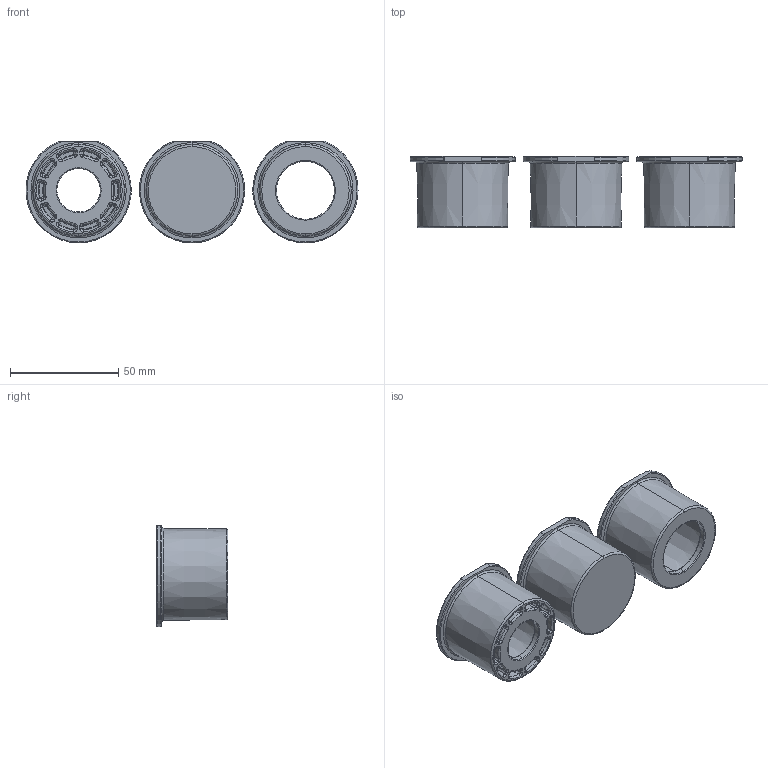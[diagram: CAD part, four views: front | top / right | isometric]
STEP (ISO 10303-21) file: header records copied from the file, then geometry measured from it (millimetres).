
FILE_DESCRIPTION (( 'STEP AP214' ), '1' );
FILE_NAME ('BAB2230-M01-MARKETING POWER REDUCER AND PLUGS.STEP', '2018-10-05T01:57:45', ( '' ), ( '' ), 'SwSTEP 2.0', 'SolidWorks 2017', '' );
FILE_SCHEMA (( 'AUTOMOTIVE_DESIGN' ));
Length unit declared in the file: inch
Products named in the file (1): BAB2230-M01-MARKETING POWER REDUCER AND PLUGS
Bounding box: 153.36 x 33.19 x 46.99 mm (x, y, z)
Volume: 61253 mm3; surface area: 36711 mm2
Topology: 3 solids, 3 shells, 1374 faces, 3406 edges, 2072 vertices
Faces by surface type: plane 634, bspline 467, torus 128, cylinder 89, cone 56
Entity records: 57020 total; most frequent: CARTESIAN_POINT 28084, ORIENTED_EDGE 6652, DIRECTION 4798, EDGE_CURVE 3326, VERTEX_POINT 2072, VECTOR 1754, LINE 1754, AXIS2_PLACEMENT_3D 1522
